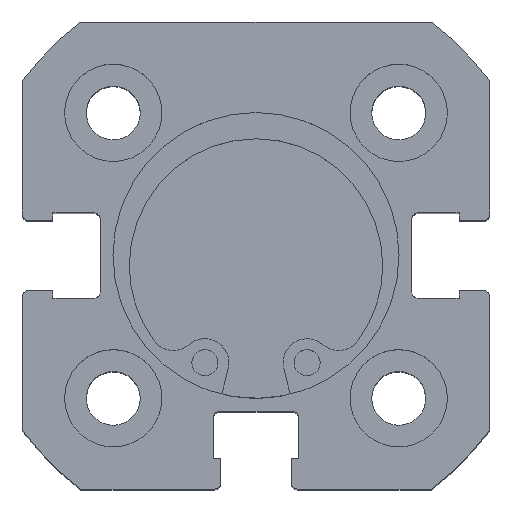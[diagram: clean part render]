
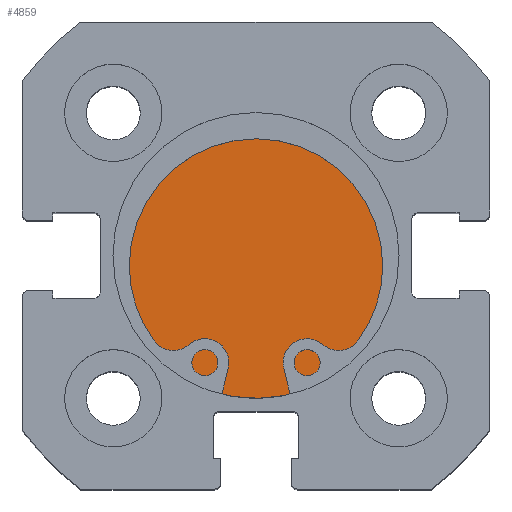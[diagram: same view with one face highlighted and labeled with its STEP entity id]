
A CAD part, top view. The second image highlights one B-rep face of the part: STEP entity #4859.
In plain terms, the highlighted face is planar.
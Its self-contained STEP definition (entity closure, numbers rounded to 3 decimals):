
#415 = DIRECTION ( 'NONE',  ( 0., 0., 1. ) ) ;
#416 = DIRECTION ( 'NONE',  ( -1., 0., 0. ) ) ;
#426 = CARTESIAN_POINT ( 'NONE',  ( 6., 0., 0. ) ) ;
#500 = DIRECTION ( 'NONE',  ( 0., 0., 1. ) ) ;
#502 = DIRECTION ( 'NONE',  ( -1., 0., 0. ) ) ;
#504 = CARTESIAN_POINT ( 'NONE',  ( 6., 0., 0. ) ) ;
#1316 = CIRCLE ( 'NONE', #4107, 11. ) ;
#1354 = CIRCLE ( 'NONE', #4096, 11. ) ;
#1838 = EDGE_LOOP ( 'NONE', ( #3014, #2998 ) ) ;
#1938 = CARTESIAN_POINT ( 'NONE',  ( 6., 0., -11. ) ) ;
#2149 = CARTESIAN_POINT ( 'NONE',  ( 6., 0., 11. ) ) ;
#2538 = VERTEX_POINT ( 'NONE', #2149 ) ;
#2722 = VERTEX_POINT ( 'NONE', #1938 ) ;
#2998 = ORIENTED_EDGE ( 'NONE', *, *, #4363, .F. ) ;
#3014 = ORIENTED_EDGE ( 'NONE', *, *, #4338, .F. ) ;
#3350 = FACE_OUTER_BOUND ( 'NONE', #1838, .T. ) ;
#4096 = AXIS2_PLACEMENT_3D ( 'NONE', #426, #416, #415 ) ;
#4107 = AXIS2_PLACEMENT_3D ( 'NONE', #504, #502, #500 ) ;
#4338 = EDGE_CURVE ( 'NONE', #2538, #2722, #1316, .T. ) ;
#4363 = EDGE_CURVE ( 'NONE', #2722, #2538, #1354, .T. ) ;
#4556 = AXIS2_PLACEMENT_3D ( 'NONE', #5546, #5549, #5550 ) ;
#4859 = ADVANCED_FACE ( 'NONE', ( #3350 ), #5547, .F. ) ;
#5546 = CARTESIAN_POINT ( 'NONE',  ( 6., 11., 0. ) ) ;
#5547 = PLANE ( 'NONE',  #4556 ) ;
#5549 = DIRECTION ( 'NONE',  ( -1., 0., 0. ) ) ;
#5550 = DIRECTION ( 'NONE',  ( 0., 0., 1. ) ) ;
